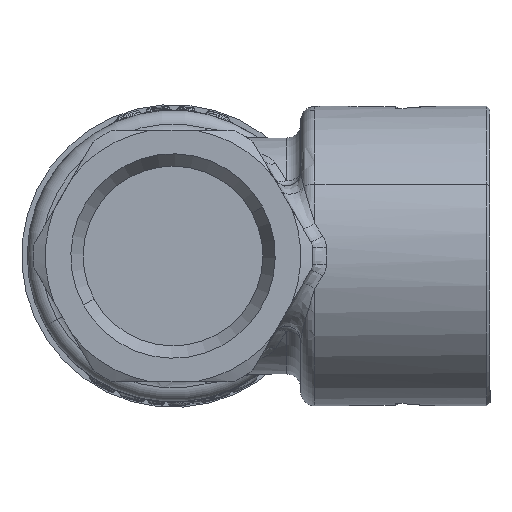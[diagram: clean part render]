
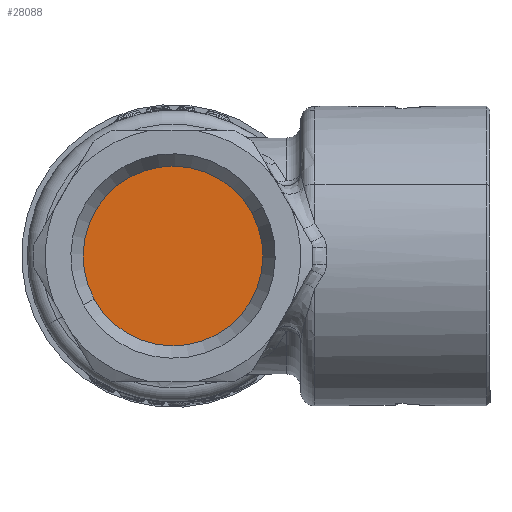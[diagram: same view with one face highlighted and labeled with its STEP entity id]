
A CAD part, front view. The second image highlights one B-rep face of the part: STEP entity #28088.
In plain terms, the highlighted planar face has unit normal (0, -1, 0).
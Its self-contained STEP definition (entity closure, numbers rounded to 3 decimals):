
#27957=CARTESIAN_POINT('Axis2P3D Location',(0.,39.513,8.89)) ;
#27961=CARTESIAN_POINT('Vertex',(-8.337,39.513,4.335)) ;
#27963=CARTESIAN_POINT('Vertex',(8.337,39.513,13.444)) ;
#28074=CARTESIAN_POINT('Axis2P3D Location',(-7.,39.513,8.89)) ;
#28079=CARTESIAN_POINT('Axis2P3D Location',(0.,39.513,8.89)) ;
#27958=DIRECTION('Axis2P3D Direction',(0.,-1.,0.)) ;
#28075=DIRECTION('Axis2P3D Direction',(0.,-1.,0.)) ;
#28076=DIRECTION('Axis2P3D XDirection',(1.,0.,0.)) ;
#28080=DIRECTION('Axis2P3D Direction',(0.,-1.,0.)) ;
#27959=AXIS2_PLACEMENT_3D('Circle Axis2P3D',#27957,#27958,$) ;
#28077=AXIS2_PLACEMENT_3D('Plane Axis2P3D',#28074,#28075,#28076) ;
#28081=AXIS2_PLACEMENT_3D('Circle Axis2P3D',#28079,#28080,$) ;
#27960=CIRCLE('generated circle',#27959,9.5) ;
#28082=CIRCLE('generated circle',#28081,9.5) ;
#28078=PLANE('',#28077) ;
#27965=EDGE_CURVE('',#27962,#27964,#27960,.T.) ;
#28083=EDGE_CURVE('',#27964,#27962,#28082,.T.) ;
#28085=ORIENTED_EDGE('',*,*,#28083,.T.) ;
#28086=ORIENTED_EDGE('',*,*,#27965,.T.) ;
#28084=EDGE_LOOP('',(#28085,#28086)) ;
#27962=VERTEX_POINT('',#27961) ;
#27964=VERTEX_POINT('',#27963) ;
#28088=ADVANCED_FACE('PartBody',(#28087),#28078,.T.) ;
#28087=FACE_OUTER_BOUND('',#28084,.T.) ;
